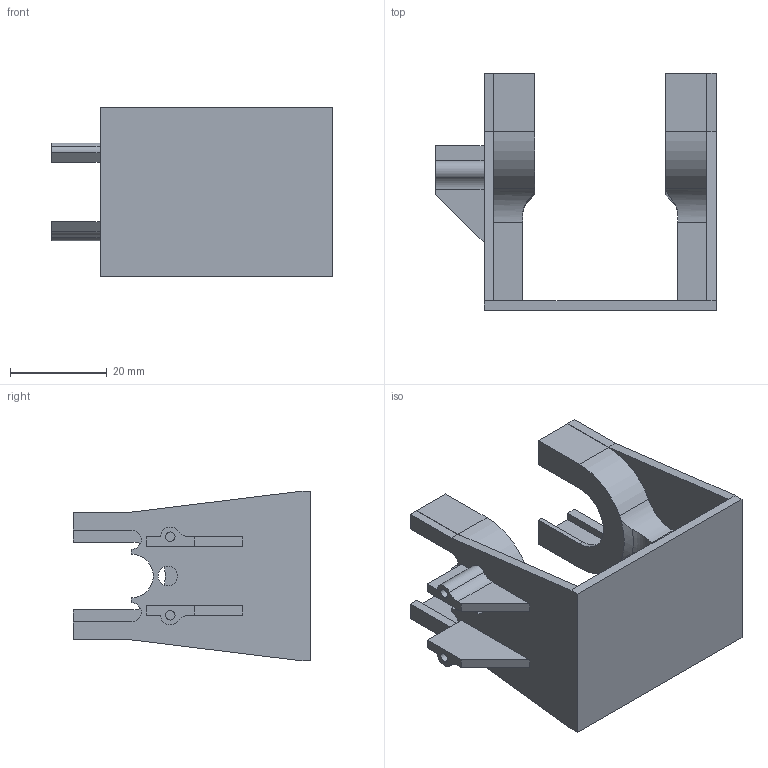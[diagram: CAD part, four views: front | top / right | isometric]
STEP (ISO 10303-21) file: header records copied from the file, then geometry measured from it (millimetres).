
FILE_DESCRIPTION (( 'STEP AP203' ), '1' );
FILE_NAME ('盓殤.ST', '2024-03-07T11:28:37', ( '' ), ( '' ), 'SwSTEP 2.0', 'SolidWorks 2022', '' );
FILE_SCHEMA (( 'CONFIG_CONTROL_DESIGN' ));
Length unit declared in the file: millimetre
Products named in the file (1): ﾖｧｼﾜ_ｨｹ_｡ｧ1
Bounding box: 58 x 49 x 35 mm (x, y, z)
Volume: 11968.2 mm3; surface area: 12894.6 mm2
Topology: 1 solids, 1 shells, 103 faces, 283 edges, 186 vertices
Faces by surface type: plane 68, cylinder 31, cone 2, torus 2
Entity records: 3394 total; most frequent: CARTESIAN_POINT 637, ORIENTED_EDGE 566, DIRECTION 551, EDGE_CURVE 283, VECTOR 207, LINE 207, VERTEX_POINT 186, AXIS2_PLACEMENT_3D 172
